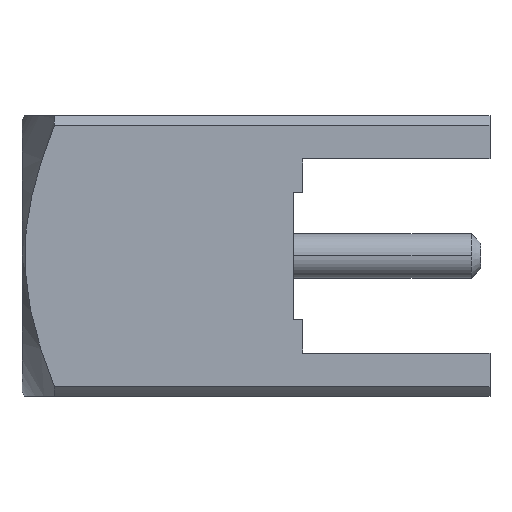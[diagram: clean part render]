
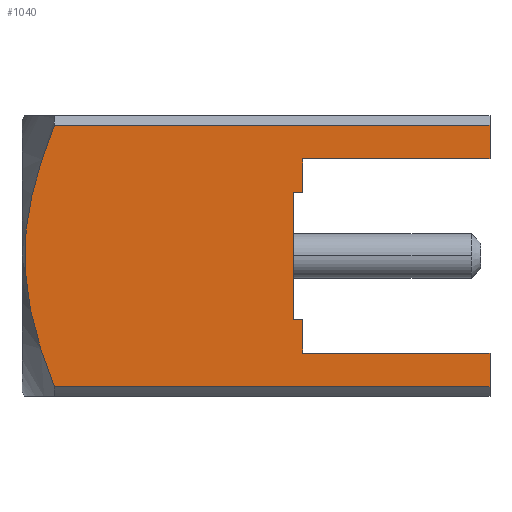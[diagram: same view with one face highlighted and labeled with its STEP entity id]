
A CAD part, front view. The second image highlights one B-rep face of the part: STEP entity #1040.
In plain terms, the highlighted planar face has unit normal (0, -1, 0).
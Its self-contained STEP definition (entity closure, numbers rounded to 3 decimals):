
#230 = LINE ( 'NONE', #3654, #4342 ) ;
#297 = ORIENTED_EDGE ( 'NONE', *, *, #1318, .T. ) ;
#333 = VERTEX_POINT ( 'NONE', #5706 ) ;
#352 = CARTESIAN_POINT ( 'NONE',  ( -0.708, -3., -2.795 ) ) ;
#399 = DIRECTION ( 'NONE',  ( 0., 0., 1. ) ) ;
#413 = VERTEX_POINT ( 'NONE', #6164 ) ;
#486 = DIRECTION ( 'NONE',  ( 1., 0., 0. ) ) ;
#885 = EDGE_CURVE ( 'NONE', #6348, #2569, #3790, .T. ) ;
#901 = CARTESIAN_POINT ( 'NONE',  ( -8.485, -3., -1.35 ) ) ;
#949 = CARTESIAN_POINT ( 'NONE',  ( 0.693, -3., 2.795 ) ) ;
#974 = ORIENTED_EDGE ( 'NONE', *, *, #2345, .T. ) ;
#1040 = ADVANCED_FACE ( 'NONE', ( #4105 ), #1194, .T. ) ;
#1165 = EDGE_CURVE ( 'NONE', #4951, #413, #4667, .T. ) ;
#1194 = PLANE ( 'NONE',  #5701 ) ;
#1265 = DIRECTION ( 'NONE',  ( -1., 0., 0. ) ) ;
#1318 = EDGE_CURVE ( 'NONE', #1365, #1490, #2498, .T. ) ;
#1365 = VERTEX_POINT ( 'NONE', #3984 ) ;
#1405 = CARTESIAN_POINT ( 'NONE',  ( 6., -3., 2.075 ) ) ;
#1490 = VERTEX_POINT ( 'NONE', #3579 ) ;
#1492 = LINE ( 'NONE', #2390, #4190 ) ;
#1533 = VECTOR ( 'NONE', #5201, 1000. ) ;
#1584 = EDGE_CURVE ( 'NONE', #3536, #2486, #3143, .T. ) ;
#1754 = ORIENTED_EDGE ( 'NONE', *, *, #5174, .T. ) ;
#1788 = CARTESIAN_POINT ( 'NONE',  ( 10., -3., -2.795 ) ) ;
#1810 = VECTOR ( 'NONE', #3429, 1000. ) ;
#2089 = CARTESIAN_POINT ( 'NONE',  ( 5.8, -3., 1.35 ) ) ;
#2119 = LINE ( 'NONE', #6869, #4793 ) ;
#2253 = ORIENTED_EDGE ( 'NONE', *, *, #1584, .T. ) ;
#2287 = VECTOR ( 'NONE', #5291, 1000. ) ;
#2345 = EDGE_CURVE ( 'NONE', #1490, #3536, #6297, .T. ) ;
#2378 = VECTOR ( 'NONE', #4130, 1000. ) ;
#2387 = CARTESIAN_POINT ( 'NONE',  ( 0.693, -3., -2.795 ) ) ;
#2390 = CARTESIAN_POINT ( 'NONE',  ( 5.8, -3., -1.35 ) ) ;
#2433 = CARTESIAN_POINT ( 'NONE',  ( 0.516, -3., -2.346 ) ) ;
#2456 = LINE ( 'NONE', #4213, #2287 ) ;
#2486 = VERTEX_POINT ( 'NONE', #6642 ) ;
#2498 = LINE ( 'NONE', #5170, #3767 ) ;
#2569 = VERTEX_POINT ( 'NONE', #1405 ) ;
#2610 = CARTESIAN_POINT ( 'NONE',  ( 5.8, -3., -1.35 ) ) ;
#2832 = CARTESIAN_POINT ( 'NONE',  ( 0.357, -3., -1.887 ) ) ;
#2853 = CARTESIAN_POINT ( 'NONE',  ( 0.184, -3., -1.187 ) ) ;
#2883 = CARTESIAN_POINT ( 'NONE',  ( 0.138, -3., -0.952 ) ) ;
#2905 = CARTESIAN_POINT ( 'NONE',  ( 0.074, -3., -0.474 ) ) ;
#2930 = CARTESIAN_POINT ( 'NONE',  ( 0.057, -3., -0.231 ) ) ;
#2932 = DIRECTION ( 'NONE',  ( 0., 0., 1. ) ) ;
#2934 = VERTEX_POINT ( 'NONE', #2610 ) ;
#2952 = CARTESIAN_POINT ( 'NONE',  ( 0.059, -3., 0.493 ) ) ;
#3143 = B_SPLINE_CURVE_WITH_KNOTS ( 'NONE', 3,
 ( #3436, #3504, #3910, #3409, #2952, #2930, #2905, #2883, #2853, #2832, #2433, #2387 ),
 .UNSPECIFIED., .F., .F.,
 ( 4, 2, 2, 2, 2, 4 ),
 ( 0.008, 0.009, 0.011, 0.012, 0.012, 0.014 ),
 .UNSPECIFIED. ) ;
#3368 = EDGE_CURVE ( 'NONE', #2486, #5486, #6442, .T. ) ;
#3409 = CARTESIAN_POINT ( 'NONE',  ( 0.129, -3., 0.964 ) ) ;
#3429 = DIRECTION ( 'NONE',  ( 0., 0., 1. ) ) ;
#3436 = CARTESIAN_POINT ( 'NONE',  ( 0.693, -3., 2.795 ) ) ;
#3504 = CARTESIAN_POINT ( 'NONE',  ( 0.517, -3., 2.348 ) ) ;
#3536 = VERTEX_POINT ( 'NONE', #949 ) ;
#3579 = CARTESIAN_POINT ( 'NONE',  ( 10., -3., 2.795 ) ) ;
#3654 = CARTESIAN_POINT ( 'NONE',  ( 10., -3., 0. ) ) ;
#3672 = ORIENTED_EDGE ( 'NONE', *, *, #6571, .T. ) ;
#3736 = ORIENTED_EDGE ( 'NONE', *, *, #6910, .F. ) ;
#3767 = VECTOR ( 'NONE', #4023, 1000. ) ;
#3790 = LINE ( 'NONE', #5319, #5202 ) ;
#3901 = ORIENTED_EDGE ( 'NONE', *, *, #5512, .T. ) ;
#3910 = CARTESIAN_POINT ( 'NONE',  ( 0.359, -3., 1.89 ) ) ;
#3954 = CARTESIAN_POINT ( 'NONE',  ( -0.708, -3., 2.795 ) ) ;
#3984 = CARTESIAN_POINT ( 'NONE',  ( 10., -3., 2.075 ) ) ;
#4023 = DIRECTION ( 'NONE',  ( 0., 0., 1. ) ) ;
#4105 = FACE_OUTER_BOUND ( 'NONE', #5856, .T. ) ;
#4128 = LINE ( 'NONE', #5793, #6756 ) ;
#4130 = DIRECTION ( 'NONE',  ( 1., 0., 0. ) ) ;
#4190 = VECTOR ( 'NONE', #2932, 1000. ) ;
#4213 = CARTESIAN_POINT ( 'NONE',  ( -8.485, -3., 1.35 ) ) ;
#4310 = EDGE_CURVE ( 'NONE', #2934, #413, #4373, .T. ) ;
#4342 = VECTOR ( 'NONE', #399, 1000. ) ;
#4373 = LINE ( 'NONE', #901, #1533 ) ;
#4461 = ORIENTED_EDGE ( 'NONE', *, *, #1165, .T. ) ;
#4667 = LINE ( 'NONE', #5152, #1810 ) ;
#4745 = DIRECTION ( 'NONE',  ( 0., 0., -1. ) ) ;
#4761 = DIRECTION ( 'NONE',  ( 0., -1., 0. ) ) ;
#4793 = VECTOR ( 'NONE', #486, 1000. ) ;
#4848 = CARTESIAN_POINT ( 'NONE',  ( 10., -3., -3. ) ) ;
#4951 = VERTEX_POINT ( 'NONE', #6131 ) ;
#5152 = CARTESIAN_POINT ( 'NONE',  ( 6., -3., -2.075 ) ) ;
#5159 = ORIENTED_EDGE ( 'NONE', *, *, #885, .T. ) ;
#5170 = CARTESIAN_POINT ( 'NONE',  ( 10., -3., 0. ) ) ;
#5174 = EDGE_CURVE ( 'NONE', #5486, #333, #230, .T. ) ;
#5201 = DIRECTION ( 'NONE',  ( 1., 0., 0. ) ) ;
#5202 = VECTOR ( 'NONE', #6338, 1000. ) ;
#5252 = ORIENTED_EDGE ( 'NONE', *, *, #4310, .F. ) ;
#5269 = VERTEX_POINT ( 'NONE', #2089 ) ;
#5291 = DIRECTION ( 'NONE',  ( 1., 0., 0. ) ) ;
#5319 = CARTESIAN_POINT ( 'NONE',  ( 6., -3., 2.075 ) ) ;
#5486 = VERTEX_POINT ( 'NONE', #1788 ) ;
#5512 = EDGE_CURVE ( 'NONE', #2934, #5269, #1492, .T. ) ;
#5560 = CARTESIAN_POINT ( 'NONE',  ( 6., -3., 1.35 ) ) ;
#5701 = AXIS2_PLACEMENT_3D ( 'NONE', #4848, #4761, #4745 ) ;
#5706 = CARTESIAN_POINT ( 'NONE',  ( 10., -3., -2.075 ) ) ;
#5733 = VECTOR ( 'NONE', #1265, 1000. ) ;
#5793 = CARTESIAN_POINT ( 'NONE',  ( -2.333, -3., -2.075 ) ) ;
#5840 = DIRECTION ( 'NONE',  ( 1., 0., 0. ) ) ;
#5856 = EDGE_LOOP ( 'NONE', ( #3736, #4461, #5252, #3901, #3672, #5159, #6465, #297, #974, #2253, #6260, #1754 ) ) ;
#6131 = CARTESIAN_POINT ( 'NONE',  ( 6., -3., -2.075 ) ) ;
#6164 = CARTESIAN_POINT ( 'NONE',  ( 6., -3., -1.35 ) ) ;
#6260 = ORIENTED_EDGE ( 'NONE', *, *, #3368, .T. ) ;
#6297 = LINE ( 'NONE', #3954, #5733 ) ;
#6338 = DIRECTION ( 'NONE',  ( 0., 0., 1. ) ) ;
#6348 = VERTEX_POINT ( 'NONE', #5560 ) ;
#6442 = LINE ( 'NONE', #352, #2378 ) ;
#6465 = ORIENTED_EDGE ( 'NONE', *, *, #6596, .T. ) ;
#6571 = EDGE_CURVE ( 'NONE', #5269, #6348, #2456, .T. ) ;
#6596 = EDGE_CURVE ( 'NONE', #2569, #1365, #2119, .T. ) ;
#6642 = CARTESIAN_POINT ( 'NONE',  ( 0.693, -3., -2.795 ) ) ;
#6756 = VECTOR ( 'NONE', #5840, 1000. ) ;
#6869 = CARTESIAN_POINT ( 'NONE',  ( -2.333, -3., 2.075 ) ) ;
#6910 = EDGE_CURVE ( 'NONE', #4951, #333, #4128, .T. ) ;
